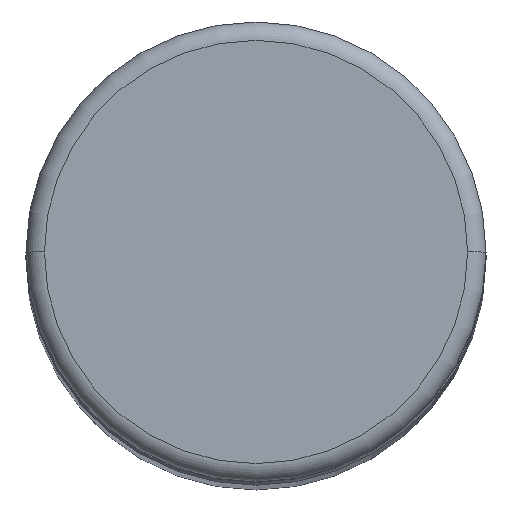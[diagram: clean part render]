
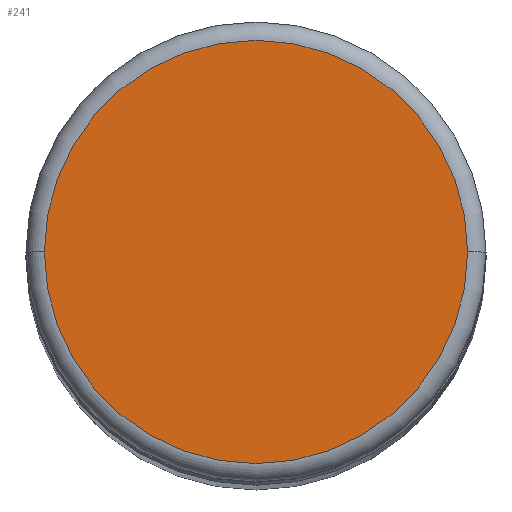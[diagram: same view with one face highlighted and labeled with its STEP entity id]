
A CAD part, top view. The second image highlights one B-rep face of the part: STEP entity #241.
In plain terms, the highlighted planar face has unit normal (0, 0, 1).
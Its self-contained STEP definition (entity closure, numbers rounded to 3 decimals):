
#221 = EDGE_CURVE ( 'NONE', #224, #227, #520, .T. ) ;
#224 = VERTEX_POINT ( 'NONE', #598 ) ;
#227 = VERTEX_POINT ( 'NONE', #594 ) ;
#233 = ORIENTED_EDGE ( 'NONE', *, *, #242, .F. ) ;
#234 = ORIENTED_EDGE ( 'NONE', *, *, #221, .F. ) ;
#236 = EDGE_LOOP ( 'NONE', ( #234, #233 ) ) ;
#241 = ADVANCED_FACE ( 'NONE', ( #593 ), #582, .F. ) ;
#242 = EDGE_CURVE ( 'NONE', #227, #224, #542, .T. ) ;
#520 = CIRCLE ( 'NONE', #597, 4.6 ) ;
#530 = DIRECTION ( 'NONE',  ( -1., 0., 0. ) ) ;
#531 = DIRECTION ( 'NONE',  ( 0., 0., -1. ) ) ;
#532 = CARTESIAN_POINT ( 'NONE',  ( 0., 0., 100. ) ) ;
#533 = AXIS2_PLACEMENT_3D ( 'NONE', #541, #540, #539 ) ;
#534 = DIRECTION ( 'NONE',  ( -1., 0., 0. ) ) ;
#535 = DIRECTION ( 'NONE',  ( 0., 0., -1. ) ) ;
#536 = CARTESIAN_POINT ( 'NONE',  ( 0., 0., 100. ) ) ;
#539 = DIRECTION ( 'NONE',  ( -1., 0., 0. ) ) ;
#540 = DIRECTION ( 'NONE',  ( 0., 0., -1. ) ) ;
#541 = CARTESIAN_POINT ( 'NONE',  ( 0., 0., 100. ) ) ;
#542 = CIRCLE ( 'NONE', #533, 4.6 ) ;
#554 = AXIS2_PLACEMENT_3D ( 'NONE', #536, #535, #534 ) ;
#582 = PLANE ( 'NONE',  #554 ) ;
#593 = FACE_OUTER_BOUND ( 'NONE', #236, .T. ) ;
#594 = CARTESIAN_POINT ( 'NONE',  ( 4.6, 0., 100. ) ) ;
#597 = AXIS2_PLACEMENT_3D ( 'NONE', #532, #531, #530 ) ;
#598 = CARTESIAN_POINT ( 'NONE',  ( -4.6, 0., 100. ) ) ;
